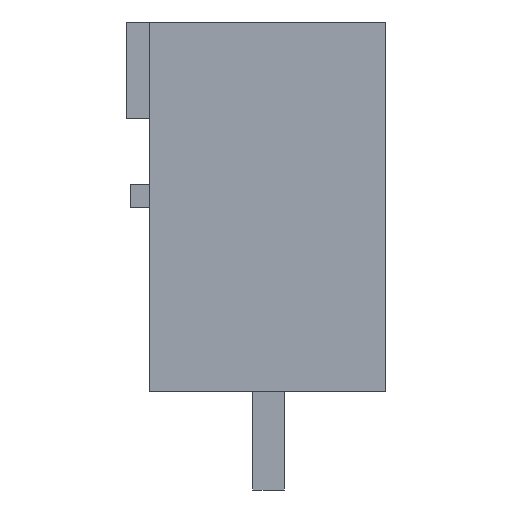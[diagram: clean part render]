
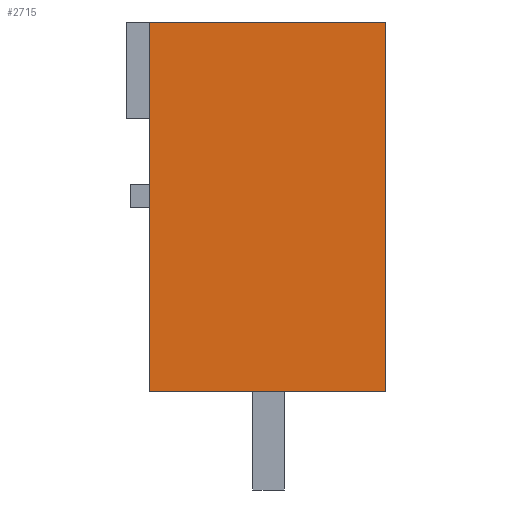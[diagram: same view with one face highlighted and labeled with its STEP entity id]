
A CAD part, left-side view. The second image highlights one B-rep face of the part: STEP entity #2715.
In plain terms, the highlighted planar face has unit normal (-1, 0, 0).
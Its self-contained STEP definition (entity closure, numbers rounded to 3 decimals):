
#2702=AXIS2_PLACEMENT_3D('Plane Axis2P3D',#2699,#2700,#2701) ;
#89=CARTESIAN_POINT('Vertex',(0.,0.,15.2)) ;
#124=CARTESIAN_POINT('Vertex',(0.,7.68,15.2)) ;
#127=CARTESIAN_POINT('Line Origine',(0.,3.84,15.2)) ;
#1687=CARTESIAN_POINT('Line Origine',(0.,0.,9.2)) ;
#1691=CARTESIAN_POINT('Vertex',(0.,0.,3.2)) ;
#1875=CARTESIAN_POINT('Vertex',(0.,7.68,3.2)) ;
#1878=CARTESIAN_POINT('Line Origine',(0.,7.68,9.2)) ;
#2699=CARTESIAN_POINT('Axis2P3D Location',(0.,-2.896,15.2)) ;
#2704=CARTESIAN_POINT('Line Origine',(0.,3.84,3.2)) ;
#128=DIRECTION('Vector Direction',(0.,1.,0.)) ;
#1688=DIRECTION('Vector Direction',(0.,0.,-1.)) ;
#1879=DIRECTION('Vector Direction',(0.,0.,-1.)) ;
#2700=DIRECTION('Axis2P3D Direction',(-1.,0.,0.)) ;
#2701=DIRECTION('Axis2P3D XDirection',(0.,1.,0.)) ;
#2705=DIRECTION('Vector Direction',(0.,1.,0.)) ;
#129=VECTOR('Line Direction',#128,1.) ;
#1689=VECTOR('Line Direction',#1688,1.) ;
#1880=VECTOR('Line Direction',#1879,1.) ;
#2706=VECTOR('Line Direction',#2705,1.) ;
#2710=ORIENTED_EDGE('',*,*,#131,.T.) ;
#2711=ORIENTED_EDGE('',*,*,#1882,.T.) ;
#2712=ORIENTED_EDGE('',*,*,#2708,.F.) ;
#2713=ORIENTED_EDGE('',*,*,#1693,.F.) ;
#2715=ADVANCED_FACE('Body',(#2714),#2703,.T.) ;
#131=EDGE_CURVE('',#90,#125,#130,.T.) ;
#1693=EDGE_CURVE('',#90,#1692,#1690,.T.) ;
#1882=EDGE_CURVE('',#125,#1876,#1881,.T.) ;
#2708=EDGE_CURVE('',#1692,#1876,#2707,.T.) ;
#2709=EDGE_LOOP('',(#2710,#2711,#2712,#2713)) ;
#2714=FACE_OUTER_BOUND('',#2709,.T.) ;
#130=LINE('Line',#127,#129) ;
#1690=LINE('Line',#1687,#1689) ;
#1881=LINE('Line',#1878,#1880) ;
#2707=LINE('Line',#2704,#2706) ;
#2703=PLANE('',#2702) ;
#90=VERTEX_POINT('',#89) ;
#125=VERTEX_POINT('',#124) ;
#1692=VERTEX_POINT('',#1691) ;
#1876=VERTEX_POINT('',#1875) ;
